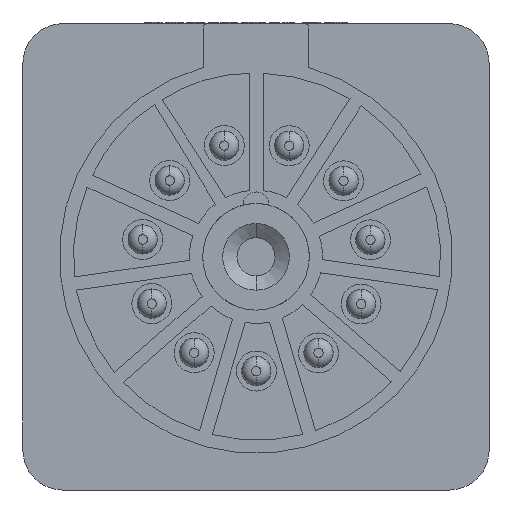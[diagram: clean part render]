
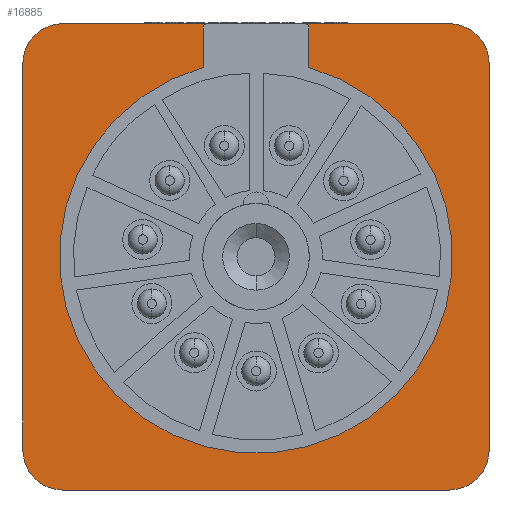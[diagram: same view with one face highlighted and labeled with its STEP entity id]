
A CAD part, front view. The second image highlights one B-rep face of the part: STEP entity #16885.
In plain terms, the highlighted planar face has unit normal (0, -1, 0).
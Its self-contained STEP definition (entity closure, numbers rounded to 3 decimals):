
#110 = LINE ( 'NONE', #1755, #12162 ) ;
#291 = VERTEX_POINT ( 'NONE', #18493 ) ;
#399 = CARTESIAN_POINT ( 'NONE',  ( -3.695, -1.75, 17.25 ) ) ;
#414 = DIRECTION ( 'NONE',  ( 0., 1., 0. ) ) ;
#730 = CIRCLE ( 'NONE', #9818, 0.25 ) ;
#852 = VERTEX_POINT ( 'NONE', #3110 ) ;
#894 = CARTESIAN_POINT ( 'NONE',  ( 3.945, -1.75, 17.25 ) ) ;
#1038 = ORIENTED_EDGE ( 'NONE', *, *, #18588, .F. ) ;
#1208 = VECTOR ( 'NONE', #13671, 1000. ) ;
#1425 = EDGE_CURVE ( 'NONE', #10148, #15920, #3636, .T. ) ;
#1691 = CARTESIAN_POINT ( 'NONE',  ( 14.5, -1.75, 17.5 ) ) ;
#1755 = CARTESIAN_POINT ( 'NONE',  ( 17.5, -1.75, 14.5 ) ) ;
#1774 = ORIENTED_EDGE ( 'NONE', *, *, #10501, .F. ) ;
#1939 = CARTESIAN_POINT ( 'NONE',  ( 3.695, -1.75, 17.25 ) ) ;
#1988 = ORIENTED_EDGE ( 'NONE', *, *, #16234, .F. ) ;
#1995 = DIRECTION ( 'NONE',  ( 0., 0., -1. ) ) ;
#2031 = PLANE ( 'NONE',  #16452 ) ;
#2147 = ORIENTED_EDGE ( 'NONE', *, *, #2860, .F. ) ;
#2161 = DIRECTION ( 'NONE',  ( 0., 1., 0. ) ) ;
#2362 = AXIS2_PLACEMENT_3D ( 'NONE', #16772, #7557, #18329 ) ;
#2762 = CARTESIAN_POINT ( 'NONE',  ( 14.5, -1.75, -17.5 ) ) ;
#2787 = ORIENTED_EDGE ( 'NONE', *, *, #17544, .F. ) ;
#2860 = EDGE_CURVE ( 'NONE', #852, #7012, #730, .T. ) ;
#2909 = LINE ( 'NONE', #17115, #10790 ) ;
#3110 = CARTESIAN_POINT ( 'NONE',  ( -3.695, -1.75, 17.5 ) ) ;
#3506 = CARTESIAN_POINT ( 'NONE',  ( -3.945, -1.75, 17.25 ) ) ;
#3545 = DIRECTION ( 'NONE',  ( 0., 0., -1. ) ) ;
#3636 = CIRCLE ( 'NONE', #4515, 3. ) ;
#3923 = EDGE_CURVE ( 'NONE', #15623, #15184, #17122, .T. ) ;
#4337 = CIRCLE ( 'NONE', #17005, 0.25 ) ;
#4510 = EDGE_LOOP ( 'NONE', ( #9256, #11625, #1988, #1038, #2147, #19253, #15003, #19756, #17387, #2787, #15971, #1774, #8562, #10961 ) ) ;
#4515 = AXIS2_PLACEMENT_3D ( 'NONE', #19179, #19107, #17622 ) ;
#4614 = VERTEX_POINT ( 'NONE', #5741 ) ;
#4773 = LINE ( 'NONE', #8390, #8983 ) ;
#5030 = LINE ( 'NONE', #1691, #9718 ) ;
#5360 = DIRECTION ( 'NONE',  ( 0., 1., 0. ) ) ;
#5594 = EDGE_CURVE ( 'NONE', #4614, #7948, #14175, .T. ) ;
#5741 = CARTESIAN_POINT ( 'NONE',  ( 3.945, -1.75, 14.217 ) ) ;
#5846 = DIRECTION ( 'NONE',  ( 0., 0., 1. ) ) ;
#6276 = VERTEX_POINT ( 'NONE', #13369 ) ;
#6307 = DIRECTION ( 'NONE',  ( 0., 0., 1. ) ) ;
#6463 = VERTEX_POINT ( 'NONE', #15617 ) ;
#7012 = VERTEX_POINT ( 'NONE', #3506 ) ;
#7325 = VECTOR ( 'NONE', #13549, 1000. ) ;
#7333 = CARTESIAN_POINT ( 'NONE',  ( -3.945, -1.75, 14.217 ) ) ;
#7557 = DIRECTION ( 'NONE',  ( 0., 1., 0. ) ) ;
#7822 = LINE ( 'NONE', #7333, #7325 ) ;
#7948 = VERTEX_POINT ( 'NONE', #894 ) ;
#8053 = DIRECTION ( 'NONE',  ( 1., 0., 0. ) ) ;
#8218 = CARTESIAN_POINT ( 'NONE',  ( 0., -1.75, 0.002 ) ) ;
#8390 = CARTESIAN_POINT ( 'NONE',  ( 14.5, -1.75, 17.5 ) ) ;
#8455 = DIRECTION ( 'NONE',  ( 1., 0., 0. ) ) ;
#8562 = ORIENTED_EDGE ( 'NONE', *, *, #16001, .F. ) ;
#8809 = CARTESIAN_POINT ( 'NONE',  ( 17.5, -1.75, -14.5 ) ) ;
#8983 = VECTOR ( 'NONE', #8455, 1000. ) ;
#9256 = ORIENTED_EDGE ( 'NONE', *, *, #13008, .F. ) ;
#9628 = DIRECTION ( 'NONE',  ( 0., 0., -1. ) ) ;
#9718 = VECTOR ( 'NONE', #8053, 1000. ) ;
#9796 = DIRECTION ( 'NONE',  ( 0., 0., -1. ) ) ;
#9818 = AXIS2_PLACEMENT_3D ( 'NONE', #399, #11413, #1995 ) ;
#9879 = CARTESIAN_POINT ( 'NONE',  ( 14.5, -1.75, -14.5 ) ) ;
#10025 = CARTESIAN_POINT ( 'NONE',  ( -17.5, -1.75, -14.5 ) ) ;
#10148 = VERTEX_POINT ( 'NONE', #16219 ) ;
#10501 = EDGE_CURVE ( 'NONE', #13900, #15623, #110, .T. ) ;
#10790 = VECTOR ( 'NONE', #6307, 1000. ) ;
#10961 = ORIENTED_EDGE ( 'NONE', *, *, #11797, .F. ) ;
#11097 = FACE_OUTER_BOUND ( 'NONE', #4510, .T. ) ;
#11256 = AXIS2_PLACEMENT_3D ( 'NONE', #9879, #414, #11431 ) ;
#11398 = CIRCLE ( 'NONE', #2362, 3. ) ;
#11413 = DIRECTION ( 'NONE',  ( 0., -1., 0. ) ) ;
#11431 = DIRECTION ( 'NONE',  ( 0., 0., 1. ) ) ;
#11561 = EDGE_CURVE ( 'NONE', #291, #852, #5030, .T. ) ;
#11588 = CARTESIAN_POINT ( 'NONE',  ( -14.5, -1.75, 14.5 ) ) ;
#11625 = ORIENTED_EDGE ( 'NONE', *, *, #5594, .F. ) ;
#11797 = EDGE_CURVE ( 'NONE', #18860, #15801, #4773, .T. ) ;
#11877 = CARTESIAN_POINT ( 'NONE',  ( 14.5, -1.75, -17.5 ) ) ;
#12162 = VECTOR ( 'NONE', #9628, 1000. ) ;
#12495 = CARTESIAN_POINT ( 'NONE',  ( 14.5, -1.75, 17.5 ) ) ;
#12535 = CARTESIAN_POINT ( 'NONE',  ( 3.695, -1.75, 17.5 ) ) ;
#12871 = DIRECTION ( 'NONE',  ( 0., -1., 0. ) ) ;
#13008 = EDGE_CURVE ( 'NONE', #7948, #18860, #4337, .T. ) ;
#13095 = DIRECTION ( 'NONE',  ( 0., 0., -1. ) ) ;
#13369 = CARTESIAN_POINT ( 'NONE',  ( -17.5, -1.75, 14.5 ) ) ;
#13549 = DIRECTION ( 'NONE',  ( 0., 0., -1. ) ) ;
#13671 = DIRECTION ( 'NONE',  ( -1., 0., 0. ) ) ;
#13900 = VERTEX_POINT ( 'NONE', #14286 ) ;
#14175 = LINE ( 'NONE', #16666, #18292 ) ;
#14286 = CARTESIAN_POINT ( 'NONE',  ( 17.5, -1.75, 14.5 ) ) ;
#14624 = CARTESIAN_POINT ( 'NONE',  ( -14.5, -1.75, -14.5 ) ) ;
#15003 = ORIENTED_EDGE ( 'NONE', *, *, #15908, .F. ) ;
#15184 = VERTEX_POINT ( 'NONE', #11877 ) ;
#15617 = CARTESIAN_POINT ( 'NONE',  ( -3.945, -1.75, 14.217 ) ) ;
#15623 = VERTEX_POINT ( 'NONE', #8809 ) ;
#15801 = VERTEX_POINT ( 'NONE', #12495 ) ;
#15908 = EDGE_CURVE ( 'NONE', #6276, #291, #17643, .T. ) ;
#15920 = VERTEX_POINT ( 'NONE', #10025 ) ;
#15971 = ORIENTED_EDGE ( 'NONE', *, *, #3923, .F. ) ;
#16001 = EDGE_CURVE ( 'NONE', #15801, #13900, #11398, .T. ) ;
#16188 = DIRECTION ( 'NONE',  ( 0., 0., 1. ) ) ;
#16219 = CARTESIAN_POINT ( 'NONE',  ( -14.5, -1.75, -17.5 ) ) ;
#16234 = EDGE_CURVE ( 'NONE', #6463, #4614, #17349, .T. ) ;
#16452 = AXIS2_PLACEMENT_3D ( 'NONE', #14624, #5360, #16188 ) ;
#16666 = CARTESIAN_POINT ( 'NONE',  ( 3.945, -1.75, 14.217 ) ) ;
#16772 = CARTESIAN_POINT ( 'NONE',  ( 14.5, -1.75, 14.5 ) ) ;
#16885 = ADVANCED_FACE ( 'NONE', ( #11097 ), #2031, .F. ) ;
#17005 = AXIS2_PLACEMENT_3D ( 'NONE', #1939, #12871, #3545 ) ;
#17115 = CARTESIAN_POINT ( 'NONE',  ( -17.5, -1.75, 14.5 ) ) ;
#17122 = CIRCLE ( 'NONE', #11256, 3. ) ;
#17349 = CIRCLE ( 'NONE', #20066, 14.752 ) ;
#17387 = ORIENTED_EDGE ( 'NONE', *, *, #1425, .F. ) ;
#17544 = EDGE_CURVE ( 'NONE', #15184, #10148, #17780, .T. ) ;
#17622 = DIRECTION ( 'NONE',  ( 0., 0., 1. ) ) ;
#17643 = CIRCLE ( 'NONE', #19810, 3. ) ;
#17780 = LINE ( 'NONE', #2762, #1208 ) ;
#18232 = EDGE_CURVE ( 'NONE', #15920, #6276, #2909, .T. ) ;
#18292 = VECTOR ( 'NONE', #5846, 1000. ) ;
#18329 = DIRECTION ( 'NONE',  ( 0., 0., 1. ) ) ;
#18493 = CARTESIAN_POINT ( 'NONE',  ( -14.5, -1.75, 17.5 ) ) ;
#18588 = EDGE_CURVE ( 'NONE', #7012, #6463, #7822, .T. ) ;
#18860 = VERTEX_POINT ( 'NONE', #12535 ) ;
#18996 = DIRECTION ( 'NONE',  ( 0., -1., 0. ) ) ;
#19107 = DIRECTION ( 'NONE',  ( 0., 1., 0. ) ) ;
#19179 = CARTESIAN_POINT ( 'NONE',  ( -14.5, -1.75, -14.5 ) ) ;
#19253 = ORIENTED_EDGE ( 'NONE', *, *, #11561, .F. ) ;
#19756 = ORIENTED_EDGE ( 'NONE', *, *, #18232, .F. ) ;
#19810 = AXIS2_PLACEMENT_3D ( 'NONE', #11588, #2161, #13095 ) ;
#20066 = AXIS2_PLACEMENT_3D ( 'NONE', #8218, #18996, #9796 ) ;
